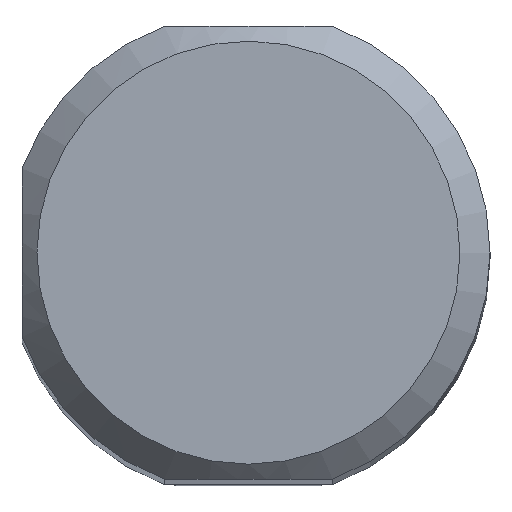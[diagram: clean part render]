
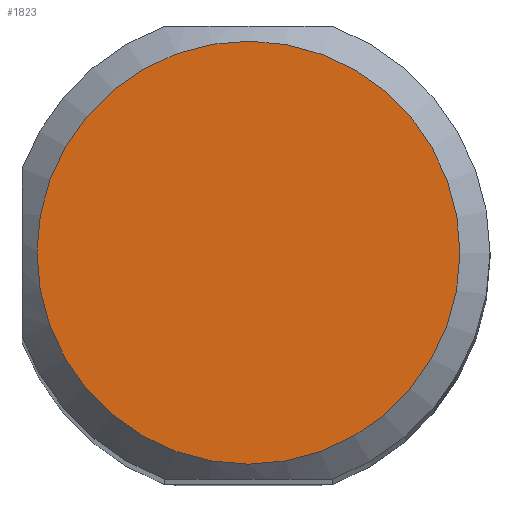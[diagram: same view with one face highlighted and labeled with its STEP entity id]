
A CAD part, top view. The second image highlights one B-rep face of the part: STEP entity #1823.
In plain terms, the highlighted planar face has unit normal (0, 0, 1).
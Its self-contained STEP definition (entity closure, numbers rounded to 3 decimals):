
#287=PLANE('',#6299);
#1823=ADVANCED_FACE('',(#2184),#287,.F.);
#2184=FACE_OUTER_BOUND('',#2505,.T.);
#2505=EDGE_LOOP('',(#4262));
#2583=CIRCLE('',#6298,14.);
#4262=ORIENTED_EDGE('',*,*,#5708,.F.);
#4859=VERTEX_POINT('',#10005);
#5708=EDGE_CURVE('',#4859,#4859,#2583,.T.);
#6298=AXIS2_PLACEMENT_3D('',#10004,#7674,#7675);
#6299=AXIS2_PLACEMENT_3D('',#10006,#7676,#7677);
#7674=DIRECTION('',(0.,0.,-1.));
#7675=DIRECTION('',(0.,-1.,0.));
#7676=DIRECTION('',(0.,0.,-1.));
#7677=DIRECTION('',(0.,1.,0.));
#10004=CARTESIAN_POINT('',(0.,0.,195.));
#10005=CARTESIAN_POINT('',(0.,-14.,195.));
#10006=CARTESIAN_POINT('',(0.,0.,195.));
